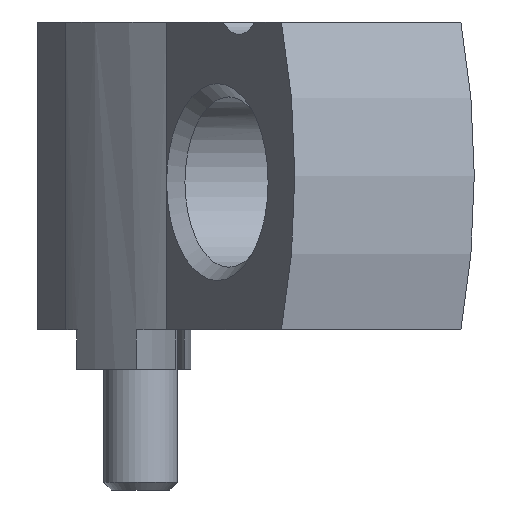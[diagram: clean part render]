
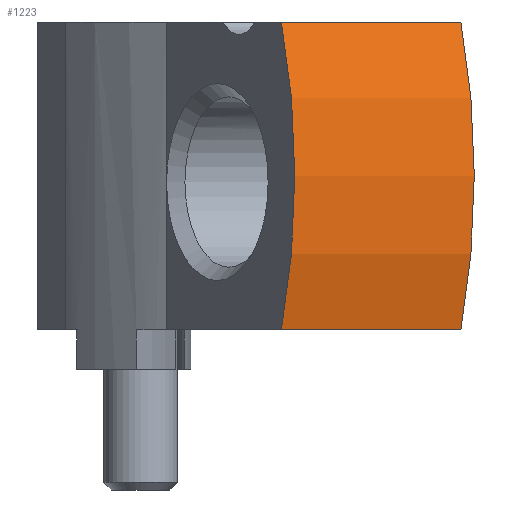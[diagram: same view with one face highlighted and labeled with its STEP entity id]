
A CAD part, left-side view. The second image highlights one B-rep face of the part: STEP entity #1223.
In plain terms, the highlighted cylindrical face has radius 19 mm (diameter 38 mm), a partial arc.
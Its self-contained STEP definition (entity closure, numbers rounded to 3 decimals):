
#117=LINE('',#2009,#193);
#123=LINE('',#2023,#199);
#193=VECTOR('',#1581,1000.);
#199=VECTOR('',#1603,1000.);
#351=ORIENTED_EDGE('',*,*,#633,.T.);
#352=ORIENTED_EDGE('',*,*,#608,.T.);
#353=ORIENTED_EDGE('',*,*,#642,.F.);
#354=ORIENTED_EDGE('',*,*,#615,.T.);
#608=EDGE_CURVE('',#772,#773,#879,.F.);
#615=EDGE_CURVE('',#779,#780,#882,.F.);
#633=EDGE_CURVE('',#780,#772,#117,.T.);
#642=EDGE_CURVE('',#779,#773,#123,.T.);
#772=VERTEX_POINT('',#1960);
#773=VERTEX_POINT('',#1961);
#779=VERTEX_POINT('',#1975);
#780=VERTEX_POINT('',#1976);
#879=CIRCLE('',#1341,19.);
#882=CIRCLE('',#1345,19.);
#973=EDGE_LOOP('',(#351,#352,#353,#354));
#1087=FACE_BOUND('',#973,.T.);
#1187=CYLINDRICAL_SURFACE('',#1368,19.);
#1223=ADVANCED_FACE('',(#1087),#1187,.T.);
#1341=AXIS2_PLACEMENT_3D('',#1959,#1536,#1537);
#1345=AXIS2_PLACEMENT_3D('',#1974,#1548,#1549);
#1368=AXIS2_PLACEMENT_3D('',#2027,#1610,#1611);
#1536=DIRECTION('',(0.,-1.,0.));
#1537=DIRECTION('',(1.,0.,0.));
#1548=DIRECTION('',(0.,1.,0.));
#1549=DIRECTION('',(-1.,0.,0.));
#1581=DIRECTION('',(0.,-1.,0.));
#1603=DIRECTION('',(0.,-1.,0.));
#1610=DIRECTION('',(0.,-1.,0.));
#1611=DIRECTION('',(0.,0.,-1.));
#1959=CARTESIAN_POINT('',(-3.395,-2.071,-6.25));
#1960=CARTESIAN_POINT('',(14.548,-2.071,0.));
#1961=CARTESIAN_POINT('',(14.548,-2.071,-12.5));
#1974=CARTESIAN_POINT('',(-3.395,6.429,-6.25));
#1975=CARTESIAN_POINT('',(14.548,6.429,-12.5));
#1976=CARTESIAN_POINT('',(14.548,6.429,0.));
#2009=CARTESIAN_POINT('',(14.548,10.,0.));
#2023=CARTESIAN_POINT('',(14.548,10.,-12.5));
#2027=CARTESIAN_POINT('',(-3.395,10.,-6.25));
